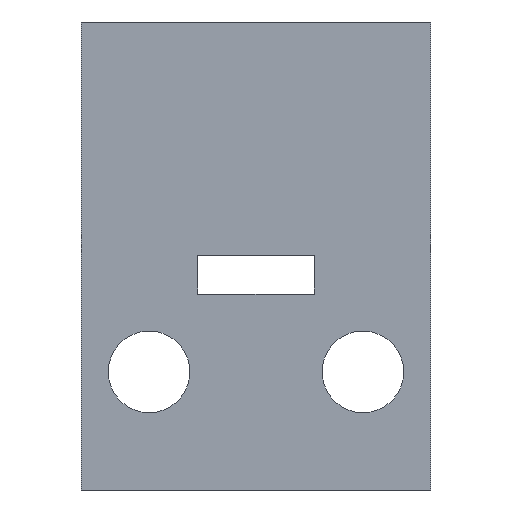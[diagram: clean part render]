
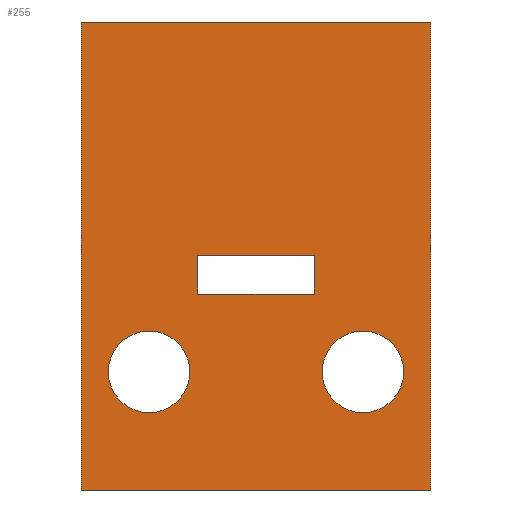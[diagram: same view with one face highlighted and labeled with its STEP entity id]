
A CAD part, left-side view. The second image highlights one B-rep face of the part: STEP entity #255.
In plain terms, the highlighted planar face has unit normal (-1, 0, 0).
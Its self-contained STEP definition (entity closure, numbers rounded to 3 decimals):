
#1 = CARTESIAN_POINT ( 'NONE',  ( 0., 0., -24.076 ) ) ;
#4 = LINE ( 'NONE', #748, #566 ) ;
#8 = DIRECTION ( 'NONE',  ( 0., 0., -1. ) ) ;
#22 = FACE_BOUND ( 'NONE', #649, .T. ) ;
#52 = ORIENTED_EDGE ( 'NONE', *, *, #491, .F. ) ;
#54 = VERTEX_POINT ( 'NONE', #827 ) ;
#85 = CARTESIAN_POINT ( 'NONE',  ( 0., 14.5, -18. ) ) ;
#98 = EDGE_CURVE ( 'NONE', #574, #103, #632, .T. ) ;
#103 = VERTEX_POINT ( 'NONE', #847 ) ;
#110 = DIRECTION ( 'NONE',  ( 1., 0., 0. ) ) ;
#111 = AXIS2_PLACEMENT_3D ( 'NONE', #807, #218, #556 ) ;
#112 = DIRECTION ( 'NONE',  ( 0., -1., 0. ) ) ;
#113 = VECTOR ( 'NONE', #765, 1000. ) ;
#115 = LINE ( 'NONE', #783, #986 ) ;
#131 = LINE ( 'NONE', #799, #338 ) ;
#145 = VECTOR ( 'NONE', #713, 1000. ) ;
#150 = DIRECTION ( 'NONE',  ( 1., 0., 0. ) ) ;
#168 = ORIENTED_EDGE ( 'NONE', *, *, #364, .T. ) ;
#169 = DIRECTION ( 'NONE',  ( 0., 0., 1. ) ) ;
#177 = VECTOR ( 'NONE', #169, 1000. ) ;
#197 = ORIENTED_EDGE ( 'NONE', *, *, #98, .T. ) ;
#204 = AXIS2_PLACEMENT_3D ( 'NONE', #234, #150, #483 ) ;
#214 = CARTESIAN_POINT ( 'NONE',  ( 0., 6., -14. ) ) ;
#218 = DIRECTION ( 'NONE',  ( 1., 0., 0. ) ) ;
#225 = FACE_BOUND ( 'NONE', #500, .T. ) ;
#234 = CARTESIAN_POINT ( 'NONE',  ( 0., 3.5, -18. ) ) ;
#255 = ADVANCED_FACE ( 'NONE', ( #443, #225, #22, #969 ), #446, .F. ) ;
#256 = VERTEX_POINT ( 'NONE', #533 ) ;
#283 = CARTESIAN_POINT ( 'NONE',  ( 0., 3.5, -20.1 ) ) ;
#285 = VERTEX_POINT ( 'NONE', #626 ) ;
#308 = CARTESIAN_POINT ( 'NONE',  ( 0., 18., 0. ) ) ;
#314 = VECTOR ( 'NONE', #112, 1000. ) ;
#323 = EDGE_CURVE ( 'NONE', #908, #815, #131, .T. ) ;
#331 = EDGE_CURVE ( 'NONE', #444, #752, #115, .T. ) ;
#338 = VECTOR ( 'NONE', #976, 1000. ) ;
#348 = LINE ( 'NONE', #1, #177 ) ;
#349 = DIRECTION ( 'NONE',  ( 0., 0., 1. ) ) ;
#364 = EDGE_CURVE ( 'NONE', #859, #998, #631, .T. ) ;
#378 = EDGE_CURVE ( 'NONE', #579, #285, #1039, .T. ) ;
#385 = DIRECTION ( 'NONE',  ( 0., 0., -1. ) ) ;
#388 = EDGE_CURVE ( 'NONE', #103, #574, #509, .T. ) ;
#443 = FACE_BOUND ( 'NONE', #862, .T. ) ;
#444 = VERTEX_POINT ( 'NONE', #214 ) ;
#446 = PLANE ( 'NONE',  #1096 ) ;
#448 = CARTESIAN_POINT ( 'NONE',  ( 0., 12., -14. ) ) ;
#471 = CARTESIAN_POINT ( 'NONE',  ( 0., 18., 0. ) ) ;
#483 = DIRECTION ( 'NONE',  ( 0., 0., 1. ) ) ;
#484 = ORIENTED_EDGE ( 'NONE', *, *, #909, .F. ) ;
#491 = EDGE_CURVE ( 'NONE', #815, #444, #1091, .T. ) ;
#500 = EDGE_LOOP ( 'NONE', ( #793, #197 ) ) ;
#503 = DIRECTION ( 'NONE',  ( 0., -1., 0. ) ) ;
#509 = CIRCLE ( 'NONE', #824, 2.1 ) ;
#511 = ORIENTED_EDGE ( 'NONE', *, *, #877, .T. ) ;
#518 = DIRECTION ( 'NONE',  ( 1., 0., 0. ) ) ;
#528 = ORIENTED_EDGE ( 'NONE', *, *, #628, .T. ) ;
#533 = CARTESIAN_POINT ( 'NONE',  ( 0., 0., -24.076 ) ) ;
#542 = ORIENTED_EDGE ( 'NONE', *, *, #769, .T. ) ;
#547 = CARTESIAN_POINT ( 'NONE',  ( 0., 14.5, -18. ) ) ;
#556 = DIRECTION ( 'NONE',  ( 0., 0., 1. ) ) ;
#566 = VECTOR ( 'NONE', #503, 1000. ) ;
#574 = VERTEX_POINT ( 'NONE', #719 ) ;
#578 = CARTESIAN_POINT ( 'NONE',  ( 0., 6., -12. ) ) ;
#579 = VERTEX_POINT ( 'NONE', #471 ) ;
#587 = CARTESIAN_POINT ( 'NONE',  ( 0., 12., -14. ) ) ;
#626 = CARTESIAN_POINT ( 'NONE',  ( 0., 0., 0. ) ) ;
#628 = EDGE_CURVE ( 'NONE', #998, #859, #1036, .T. ) ;
#631 = CIRCLE ( 'NONE', #111, 2.1 ) ;
#632 = CIRCLE ( 'NONE', #715, 2.1 ) ;
#649 = EDGE_LOOP ( 'NONE', ( #663, #52, #709, #1040 ) ) ;
#654 = CARTESIAN_POINT ( 'NONE',  ( 0., 12., -12. ) ) ;
#655 = VECTOR ( 'NONE', #349, 1000. ) ;
#663 = ORIENTED_EDGE ( 'NONE', *, *, #331, .F. ) ;
#682 = CARTESIAN_POINT ( 'NONE',  ( 0., 12., -12. ) ) ;
#684 = EDGE_LOOP ( 'NONE', ( #542, #728, #484, #511 ) ) ;
#707 = DIRECTION ( 'NONE',  ( 0., 0., -1. ) ) ;
#709 = ORIENTED_EDGE ( 'NONE', *, *, #323, .F. ) ;
#713 = DIRECTION ( 'NONE',  ( 0., -1., 0. ) ) ;
#715 = AXIS2_PLACEMENT_3D ( 'NONE', #85, #518, #8 ) ;
#719 = CARTESIAN_POINT ( 'NONE',  ( 0., 14.5, -15.9 ) ) ;
#724 = DIRECTION ( 'NONE',  ( 1., 0., 0. ) ) ;
#728 = ORIENTED_EDGE ( 'NONE', *, *, #378, .F. ) ;
#748 = CARTESIAN_POINT ( 'NONE',  ( 0., 18., -24.076 ) ) ;
#752 = VERTEX_POINT ( 'NONE', #578 ) ;
#761 = EDGE_CURVE ( 'NONE', #752, #908, #785, .T. ) ;
#765 = DIRECTION ( 'NONE',  ( 0., 1., 0. ) ) ;
#769 = EDGE_CURVE ( 'NONE', #256, #285, #348, .T. ) ;
#783 = CARTESIAN_POINT ( 'NONE',  ( 0., 6., -14. ) ) ;
#785 = LINE ( 'NONE', #654, #113 ) ;
#793 = ORIENTED_EDGE ( 'NONE', *, *, #388, .T. ) ;
#799 = CARTESIAN_POINT ( 'NONE',  ( 0., 12., -14. ) ) ;
#807 = CARTESIAN_POINT ( 'NONE',  ( 0., 3.5, -18. ) ) ;
#815 = VERTEX_POINT ( 'NONE', #587 ) ;
#824 = AXIS2_PLACEMENT_3D ( 'NONE', #547, #724, #385 ) ;
#827 = CARTESIAN_POINT ( 'NONE',  ( 0., 18., -24.076 ) ) ;
#847 = CARTESIAN_POINT ( 'NONE',  ( 0., 14.5, -20.1 ) ) ;
#859 = VERTEX_POINT ( 'NONE', #1093 ) ;
#862 = EDGE_LOOP ( 'NONE', ( #528, #168 ) ) ;
#867 = CARTESIAN_POINT ( 'NONE',  ( 0., 18., -24.076 ) ) ;
#869 = CARTESIAN_POINT ( 'NONE',  ( 0., 18., -24.076 ) ) ;
#877 = EDGE_CURVE ( 'NONE', #54, #256, #4, .T. ) ;
#889 = DIRECTION ( 'NONE',  ( 0., 0., 1. ) ) ;
#908 = VERTEX_POINT ( 'NONE', #682 ) ;
#909 = EDGE_CURVE ( 'NONE', #54, #579, #930, .T. ) ;
#930 = LINE ( 'NONE', #867, #655 ) ;
#969 = FACE_OUTER_BOUND ( 'NONE', #684, .T. ) ;
#976 = DIRECTION ( 'NONE',  ( 0., 0., -1. ) ) ;
#986 = VECTOR ( 'NONE', #889, 1000. ) ;
#998 = VERTEX_POINT ( 'NONE', #283 ) ;
#1036 = CIRCLE ( 'NONE', #204, 2.1 ) ;
#1039 = LINE ( 'NONE', #308, #145 ) ;
#1040 = ORIENTED_EDGE ( 'NONE', *, *, #761, .F. ) ;
#1091 = LINE ( 'NONE', #448, #314 ) ;
#1093 = CARTESIAN_POINT ( 'NONE',  ( 0., 3.5, -15.9 ) ) ;
#1096 = AXIS2_PLACEMENT_3D ( 'NONE', #869, #110, #707 ) ;
